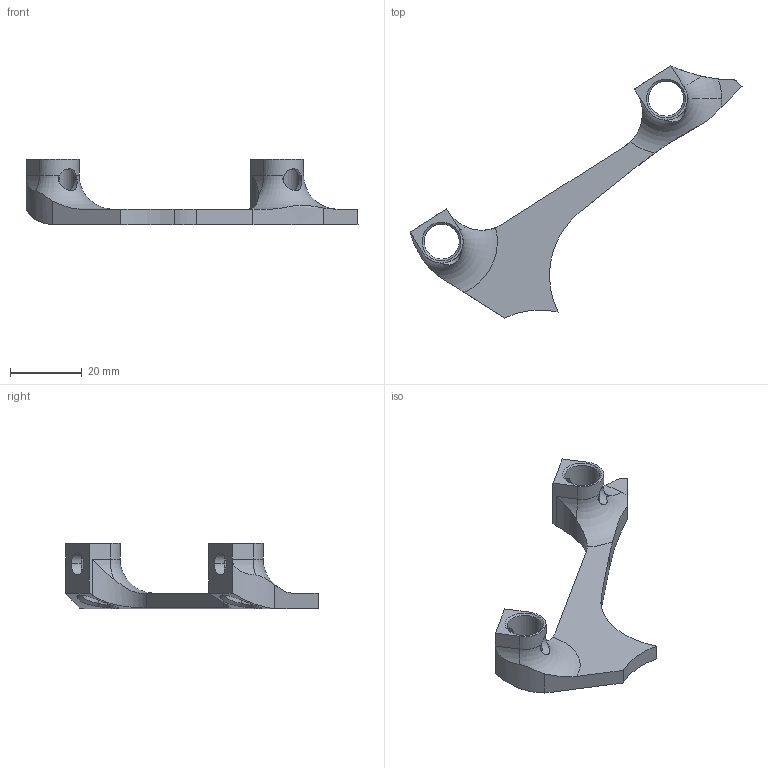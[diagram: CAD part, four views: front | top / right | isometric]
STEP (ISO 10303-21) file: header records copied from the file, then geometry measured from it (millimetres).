
FILE_DESCRIPTION (( 'STEP AP214' ), '1' );
FILE_NAME ('BK0073.STEP', '2023-09-12T16:42:38', ( '' ), ( '' ), 'SwSTEP 2.0', 'SolidWorks 2023', '' );
FILE_SCHEMA (( 'AUTOMOTIVE_DESIGN' ));
Length unit declared in the file: millimetre
Products named in the file (1): BK0073
Bounding box: 92.58 x 70.31 x 18.2 mm (x, y, z)
Volume: 7952.2 mm3; surface area: 5706.2 mm2
Topology: 1 solids, 1 shells, 57 faces, 159 edges, 102 vertices
Faces by surface type: cylinder 29, plane 17, bspline 4, cone 4, torus 3
Entity records: 4888 total; most frequent: CARTESIAN_POINT 3450, ORIENTED_EDGE 318, DIRECTION 262, EDGE_CURVE 159, VERTEX_POINT 102, AXIS2_PLACEMENT_3D 98, EDGE_LOOP 67, LINE 66
